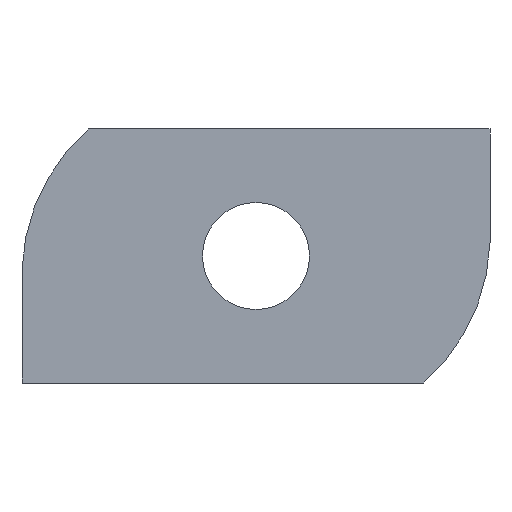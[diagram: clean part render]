
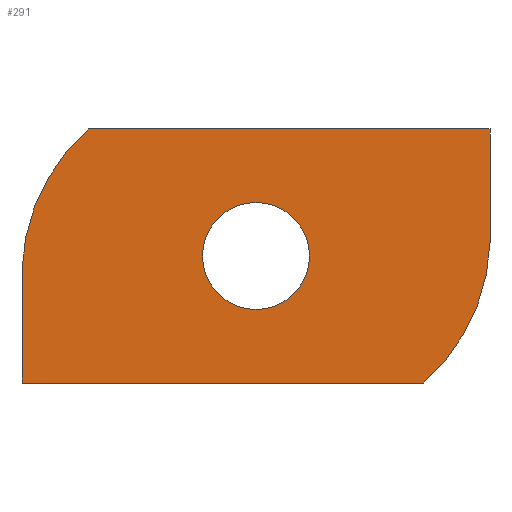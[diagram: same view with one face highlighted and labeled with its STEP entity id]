
A CAD part, front view. The second image highlights one B-rep face of the part: STEP entity #291.
In plain terms, the highlighted planar face has unit normal (0, -1, 0).
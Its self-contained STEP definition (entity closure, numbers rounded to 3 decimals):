
#1 = VERTEX_POINT ( 'NONE', #181 ) ;
#13 = DIRECTION ( 'NONE',  ( 0., 1., 0. ) ) ;
#22 = VECTOR ( 'NONE', #164, 1000. ) ;
#24 = DIRECTION ( 'NONE',  ( 0., 1., 0. ) ) ;
#34 = EDGE_LOOP ( 'NONE', ( #211, #132 ) ) ;
#36 = AXIS2_PLACEMENT_3D ( 'NONE', #117, #13, #116 ) ;
#37 = VECTOR ( 'NONE', #250, 1000. ) ;
#39 = CARTESIAN_POINT ( 'NONE',  ( -17.5, 0., -1. ) ) ;
#44 = CARTESIAN_POINT ( 'NONE',  ( -12.5, 0., 9.5 ) ) ;
#49 = CIRCLE ( 'NONE', #168, 4. ) ;
#52 = EDGE_CURVE ( 'NONE', #112, #56, #252, .T. ) ;
#56 = VERTEX_POINT ( 'NONE', #44 ) ;
#61 = VERTEX_POINT ( 'NONE', #90 ) ;
#63 = VECTOR ( 'NONE', #296, 1000. ) ;
#64 = CARTESIAN_POINT ( 'NONE',  ( 0., 0., 0. ) ) ;
#65 = EDGE_CURVE ( 'NONE', #153, #56, #214, .T. ) ;
#66 = DIRECTION ( 'NONE',  ( 0., -1., 0. ) ) ;
#71 = FACE_OUTER_BOUND ( 'NONE', #135, .T. ) ;
#74 = EDGE_CURVE ( 'NONE', #1, #98, #92, .T. ) ;
#80 = ORIENTED_EDGE ( 'NONE', *, *, #202, .F. ) ;
#83 = LINE ( 'NONE', #213, #22 ) ;
#90 = CARTESIAN_POINT ( 'NONE',  ( -17.5, 0., -9.5 ) ) ;
#92 = CIRCLE ( 'NONE', #223, 4. ) ;
#95 = LINE ( 'NONE', #274, #175 ) ;
#98 = VERTEX_POINT ( 'NONE', #298 ) ;
#101 = CIRCLE ( 'NONE', #292, 14.541 ) ;
#103 = DIRECTION ( 'NONE',  ( 0., 0., -1. ) ) ;
#108 = DIRECTION ( 'NONE',  ( 1., 0., 0. ) ) ;
#111 = EDGE_CURVE ( 'NONE', #98, #1, #49, .T. ) ;
#112 = VERTEX_POINT ( 'NONE', #39 ) ;
#116 = DIRECTION ( 'NONE',  ( 1., 0., 0. ) ) ;
#117 = CARTESIAN_POINT ( 'NONE',  ( -2.967, 0., -1.48 ) ) ;
#130 = ORIENTED_EDGE ( 'NONE', *, *, #179, .T. ) ;
#132 = ORIENTED_EDGE ( 'NONE', *, *, #74, .F. ) ;
#133 = DIRECTION ( 'NONE',  ( 0., 1., 0. ) ) ;
#135 = EDGE_LOOP ( 'NONE', ( #183, #276, #80, #260, #130, #285 ) ) ;
#145 = VERTEX_POINT ( 'NONE', #247 ) ;
#152 = DIRECTION ( 'NONE',  ( -1., 0., 0. ) ) ;
#153 = VERTEX_POINT ( 'NONE', #197 ) ;
#154 = AXIS2_PLACEMENT_3D ( 'NONE', #174, #24, #103 ) ;
#164 = DIRECTION ( 'NONE',  ( 0., 0., 1. ) ) ;
#168 = AXIS2_PLACEMENT_3D ( 'NONE', #64, #266, #222 ) ;
#174 = CARTESIAN_POINT ( 'NONE',  ( 0., 0., 0. ) ) ;
#175 = VECTOR ( 'NONE', #152, 1000. ) ;
#177 = CARTESIAN_POINT ( 'NONE',  ( 12.5, 0., -9.5 ) ) ;
#179 = EDGE_CURVE ( 'NONE', #145, #153, #305, .T. ) ;
#181 = CARTESIAN_POINT ( 'NONE',  ( 0., 0., 4. ) ) ;
#183 = ORIENTED_EDGE ( 'NONE', *, *, #52, .F. ) ;
#186 = CARTESIAN_POINT ( 'NONE',  ( 2.967, 0., 1.48 ) ) ;
#197 = CARTESIAN_POINT ( 'NONE',  ( 17.5, 0., 9.5 ) ) ;
#202 = EDGE_CURVE ( 'NONE', #234, #61, #95, .T. ) ;
#206 = CARTESIAN_POINT ( 'NONE',  ( 17.5, 0., 1. ) ) ;
#211 = ORIENTED_EDGE ( 'NONE', *, *, #111, .F. ) ;
#213 = CARTESIAN_POINT ( 'NONE',  ( -17.5, 0., -9.5 ) ) ;
#214 = LINE ( 'NONE', #297, #63 ) ;
#222 = DIRECTION ( 'NONE',  ( 0., 0., -1. ) ) ;
#223 = AXIS2_PLACEMENT_3D ( 'NONE', #319, #66, #316 ) ;
#232 = FACE_BOUND ( 'NONE', #34, .T. ) ;
#234 = VERTEX_POINT ( 'NONE', #177 ) ;
#247 = CARTESIAN_POINT ( 'NONE',  ( 17.5, 0., 1. ) ) ;
#250 = DIRECTION ( 'NONE',  ( 0., 0., 1. ) ) ;
#252 = CIRCLE ( 'NONE', #36, 14.541 ) ;
#260 = ORIENTED_EDGE ( 'NONE', *, *, #322, .F. ) ;
#266 = DIRECTION ( 'NONE',  ( 0., -1., 0. ) ) ;
#274 = CARTESIAN_POINT ( 'NONE',  ( 12.5, 0., -9.5 ) ) ;
#276 = ORIENTED_EDGE ( 'NONE', *, *, #323, .F. ) ;
#285 = ORIENTED_EDGE ( 'NONE', *, *, #65, .T. ) ;
#291 = ADVANCED_FACE ( 'NONE', ( #71, #232 ), #329, .F. ) ;
#292 = AXIS2_PLACEMENT_3D ( 'NONE', #186, #133, #108 ) ;
#296 = DIRECTION ( 'NONE',  ( -1., 0., 0. ) ) ;
#297 = CARTESIAN_POINT ( 'NONE',  ( 17.5, 0., 9.5 ) ) ;
#298 = CARTESIAN_POINT ( 'NONE',  ( 0., 0., -4. ) ) ;
#305 = LINE ( 'NONE', #206, #37 ) ;
#316 = DIRECTION ( 'NONE',  ( 0., 0., -1. ) ) ;
#319 = CARTESIAN_POINT ( 'NONE',  ( 0., 0., 0. ) ) ;
#322 = EDGE_CURVE ( 'NONE', #145, #234, #101, .T. ) ;
#323 = EDGE_CURVE ( 'NONE', #61, #112, #83, .T. ) ;
#329 = PLANE ( 'NONE',  #154 ) ;
